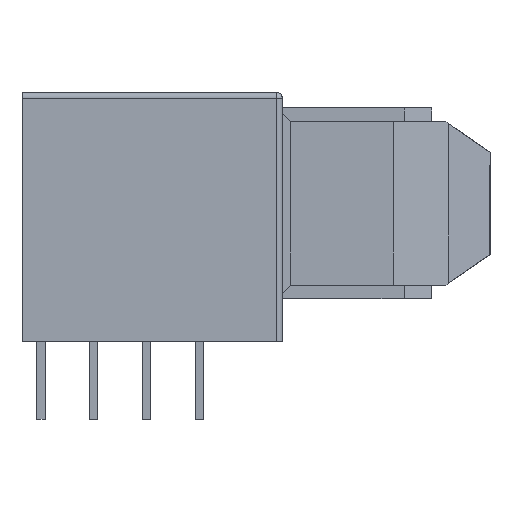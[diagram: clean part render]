
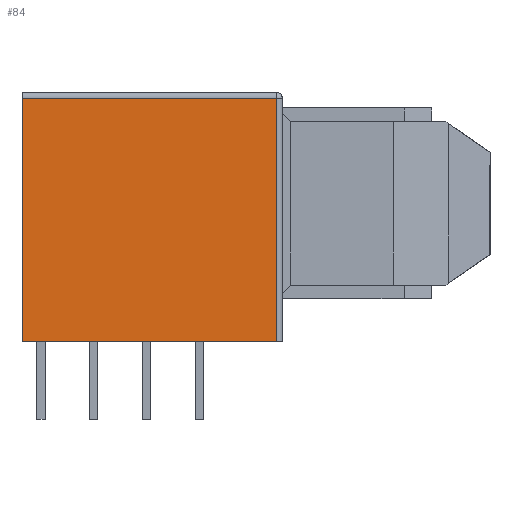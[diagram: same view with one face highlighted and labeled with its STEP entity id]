
A CAD part, left-side view. The second image highlights one B-rep face of the part: STEP entity #84.
In plain terms, the highlighted planar face has unit normal (-1, 0, 0).
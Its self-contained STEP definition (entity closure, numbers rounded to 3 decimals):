
#84=ADVANCED_FACE('NONE',(#396),#397,.F.);
#396=FACE_OUTER_BOUND('',#911,.T.);
#397=PLANE('',#912);
#911=EDGE_LOOP('',(#1810,#1811,#1812,#1813));
#912=AXIS2_PLACEMENT_3D('',#1814,#1815,#1816);
#1810=ORIENTED_EDGE('',*,*,#3580,.T.);
#1811=ORIENTED_EDGE('',*,*,#3581,.T.);
#1812=ORIENTED_EDGE('',*,*,#3467,.F.);
#1813=ORIENTED_EDGE('',*,*,#3455,.F.);
#1814=CARTESIAN_POINT('',(-15.85,-7.5,4.0));
#1815=DIRECTION('',(1.0,0.0,0.0));
#1816=DIRECTION('',(0.0,1.0,0.0));
#3455=EDGE_CURVE('NONE',#4238,#4240,#4241,.T.);
#3467=EDGE_CURVE('NONE',#4240,#4260,#4261,.T.);
#3580=EDGE_CURVE('NONE',#4238,#4457,#4458,.T.);
#3581=EDGE_CURVE('NONE',#4457,#4260,#4459,.T.);
#4238=VERTEX_POINT('NONE',#5438);
#4240=VERTEX_POINT('NONE',#5440);
#4241=LINE('',#5441,#5442);
#4260=VERTEX_POINT('NONE',#5472);
#4261=LINE('',#5473,#5474);
#4457=VERTEX_POINT('NONE',#5815);
#4458=LINE('',#5816,#5817);
#4459=LINE('',#5818,#5819);
#5438=CARTESIAN_POINT('',(-15.85,0.2,-5.0));
#5440=CARTESIAN_POINT('',(-15.85,9.4,-5.0));
#5441=CARTESIAN_POINT('',(-15.85,9.4,-5.0));
#5442=VECTOR('',#6743,1000.0);
#5472=CARTESIAN_POINT('',(-15.85,9.4,3.8));
#5473=CARTESIAN_POINT('',(-15.85,9.4,4.0));
#5474=VECTOR('',#6755,1000.0);
#5815=CARTESIAN_POINT('',(-15.85,0.2,3.8));
#5816=CARTESIAN_POINT('',(-15.85,0.2,4.0));
#5817=VECTOR('',#6870,1000.0);
#5818=CARTESIAN_POINT('',(-15.85,-7.5,3.8));
#5819=VECTOR('',#6871,1000.0);
#6743=DIRECTION('',(-0.0,1.0,0.));
#6755=DIRECTION('',(-0.0,-0.0,1.0));
#6870=DIRECTION('',(0.0,-0.0,1.0));
#6871=DIRECTION('',(-0.0,1.0,0.));
